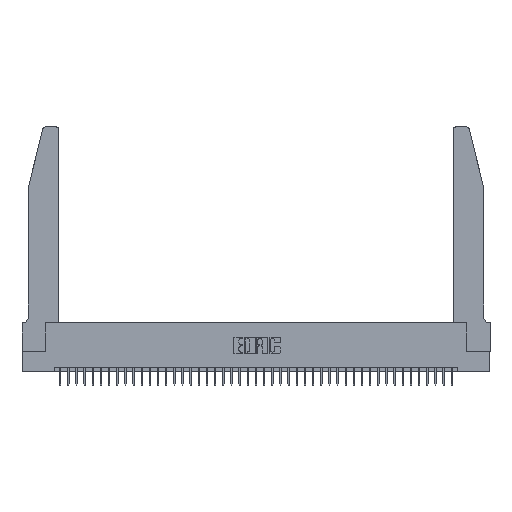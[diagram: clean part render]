
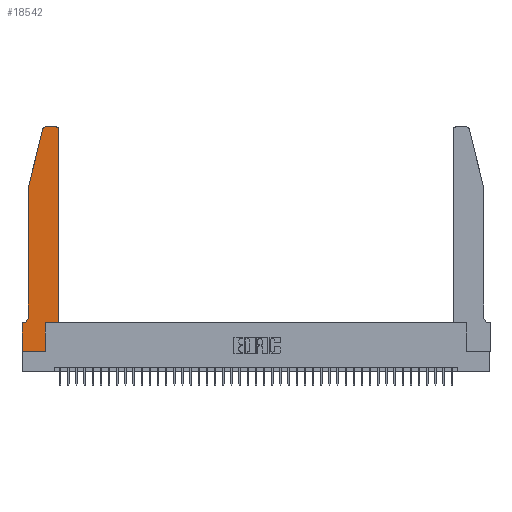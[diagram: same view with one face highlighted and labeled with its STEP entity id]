
A CAD part, top view. The second image highlights one B-rep face of the part: STEP entity #18542.
In plain terms, the highlighted planar face has unit normal (0, 0, 1).
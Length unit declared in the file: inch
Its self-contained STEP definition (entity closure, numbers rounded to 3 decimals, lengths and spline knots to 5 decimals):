
#560 = DIRECTION ( 'NONE',  ( 1., 0., 0. ) ) ;
#626 = CARTESIAN_POINT ( 'NONE',  ( 0.4205, 2.75, 0.37 ) ) ;
#768 = LINE ( 'NONE', #16689, #41774 ) ;
#1314 = ORIENTED_EDGE ( 'NONE', *, *, #6839, .T. ) ;
#1345 = DIRECTION ( 'NONE',  ( 1., 0., 0. ) ) ;
#1568 = ORIENTED_EDGE ( 'NONE', *, *, #23836, .T. ) ;
#2177 = CARTESIAN_POINT ( 'NONE',  ( 0.0055, 0.42, 0.37 ) ) ;
#3496 = VERTEX_POINT ( 'NONE', #30152 ) ;
#3868 = AXIS2_PLACEMENT_3D ( 'NONE', #2177, #21908, #8893 ) ;
#5759 = PLANE ( 'NONE',  #40609 ) ;
#6245 = VECTOR ( 'NONE', #22337, 39.37008 ) ;
#6499 = LINE ( 'NONE', #35140, #31553 ) ;
#6839 = EDGE_CURVE ( 'NONE', #32785, #36553, #42038, .T. ) ;
#6878 = LINE ( 'NONE', #9850, #40043 ) ;
#6944 = AXIS2_PLACEMENT_3D ( 'NONE', #12596, #9740, #19437 ) ;
#7007 = EDGE_CURVE ( 'NONE', #38684, #38792, #37398, .T. ) ;
#7433 = CARTESIAN_POINT ( 'NONE',  ( 0.2865, 0.35, 0.37 ) ) ;
#7535 = CIRCLE ( 'NONE', #30044, 0.03 ) ;
#7930 = EDGE_CURVE ( 'NONE', #3496, #31832, #26111, .T. ) ;
#8893 = DIRECTION ( 'NONE',  ( -1., 0., 0. ) ) ;
#9049 = CARTESIAN_POINT ( 'NONE',  ( 0., 0.35, 0.37 ) ) ;
#9153 = DIRECTION ( 'NONE',  ( 1., 0., 0. ) ) ;
#9721 = DIRECTION ( 'NONE',  ( 0., -1., 0. ) ) ;
#9740 = DIRECTION ( 'NONE',  ( 0., 0., 1. ) ) ;
#9850 = CARTESIAN_POINT ( 'NONE',  ( 0., 0., 0.37 ) ) ;
#10190 = DIRECTION ( 'NONE',  ( -0.239, -0.971, 0. ) ) ;
#10771 = VECTOR ( 'NONE', #24365, 39.37008 ) ;
#10972 = EDGE_CURVE ( 'NONE', #36553, #12047, #20727, .T. ) ;
#11012 = VERTEX_POINT ( 'NONE', #13964 ) ;
#11650 = EDGE_CURVE ( 'NONE', #30011, #32974, #6878, .T. ) ;
#12047 = VERTEX_POINT ( 'NONE', #41068 ) ;
#12596 = CARTESIAN_POINT ( 'NONE',  ( 0.284, 2.72, 0.37 ) ) ;
#12689 = LINE ( 'NONE', #7433, #23429 ) ;
#12871 = CARTESIAN_POINT ( 'NONE',  ( 0.0055, 0.35, 0.37 ) ) ;
#13958 = CARTESIAN_POINT ( 'NONE',  ( 0., 0., 0.37 ) ) ;
#13964 = CARTESIAN_POINT ( 'NONE',  ( 0.4505, 2.72, 0.37 ) ) ;
#14527 = ORIENTED_EDGE ( 'NONE', *, *, #7930, .T. ) ;
#14725 = EDGE_CURVE ( 'NONE', #32974, #20394, #18318, .T. ) ;
#15708 = ORIENTED_EDGE ( 'NONE', *, *, #16775, .T. ) ;
#15723 = DIRECTION ( 'NONE',  ( 1., 0., 0. ) ) ;
#15933 = CARTESIAN_POINT ( 'NONE',  ( 0.0755, 2., 0.37 ) ) ;
#16066 = ORIENTED_EDGE ( 'NONE', *, *, #11650, .T. ) ;
#16591 = EDGE_CURVE ( 'NONE', #31832, #11012, #6499, .T. ) ;
#16689 = CARTESIAN_POINT ( 'NONE',  ( 0.0755, 2., 0.37 ) ) ;
#16775 = EDGE_CURVE ( 'NONE', #38792, #25297, #34619, .T. ) ;
#16852 = DIRECTION ( 'NONE',  ( 0., 0., 1. ) ) ;
#18318 = LINE ( 'NONE', #28891, #30630 ) ;
#18542 = ADVANCED_FACE ( 'NONE', ( #22271 ), #5759, .T. ) ;
#19437 = DIRECTION ( 'NONE',  ( 1., 0., 0. ) ) ;
#20394 = VERTEX_POINT ( 'NONE', #36368 ) ;
#20453 = DIRECTION ( 'NONE',  ( 0., 1., 0. ) ) ;
#20727 = CIRCLE ( 'NONE', #6944, 0.03 ) ;
#21424 = ORIENTED_EDGE ( 'NONE', *, *, #30239, .T. ) ;
#21908 = DIRECTION ( 'NONE',  ( 0., 0., -1. ) ) ;
#22167 = EDGE_CURVE ( 'NONE', #25297, #30011, #32750, .T. ) ;
#22213 = CARTESIAN_POINT ( 'NONE',  ( 0.284, 2.75, 0.37 ) ) ;
#22271 = FACE_OUTER_BOUND ( 'NONE', #23278, .T. ) ;
#22337 = DIRECTION ( 'NONE',  ( -1., 0., 0. ) ) ;
#22607 = ORIENTED_EDGE ( 'NONE', *, *, #28730, .T. ) ;
#23253 = CARTESIAN_POINT ( 'NONE',  ( 0.0755, 2., 0.37 ) ) ;
#23278 = EDGE_LOOP ( 'NONE', ( #1314, #29997, #21424, #34358, #15708, #27259, #16066, #34212, #22607, #14527, #39513, #1568 ) ) ;
#23429 = VECTOR ( 'NONE', #20453, 39.37008 ) ;
#23836 = EDGE_CURVE ( 'NONE', #11012, #32785, #7535, .T. ) ;
#24365 = DIRECTION ( 'NONE',  ( -1., 0., 0. ) ) ;
#25297 = VERTEX_POINT ( 'NONE', #12871 ) ;
#26111 = LINE ( 'NONE', #33911, #32711 ) ;
#27259 = ORIENTED_EDGE ( 'NONE', *, *, #22167, .T. ) ;
#27530 = CARTESIAN_POINT ( 'NONE',  ( 0.0755, 0.35, 0.37 ) ) ;
#28730 = EDGE_CURVE ( 'NONE', #20394, #3496, #12689, .T. ) ;
#28777 = VECTOR ( 'NONE', #39488, 39.37008 ) ;
#28891 = CARTESIAN_POINT ( 'NONE',  ( 0., 0., 0.37 ) ) ;
#29997 = ORIENTED_EDGE ( 'NONE', *, *, #10972, .T. ) ;
#30011 = VERTEX_POINT ( 'NONE', #35118 ) ;
#30044 = AXIS2_PLACEMENT_3D ( 'NONE', #36454, #16852, #560 ) ;
#30152 = CARTESIAN_POINT ( 'NONE',  ( 0.2865, 0.35, 0.37 ) ) ;
#30239 = EDGE_CURVE ( 'NONE', #12047, #38684, #768, .T. ) ;
#30630 = VECTOR ( 'NONE', #9153, 39.37008 ) ;
#31553 = VECTOR ( 'NONE', #34848, 39.37008 ) ;
#31832 = VERTEX_POINT ( 'NONE', #39764 ) ;
#32182 = DIRECTION ( 'NONE',  ( 0., 0., 1. ) ) ;
#32711 = VECTOR ( 'NONE', #1345, 39.37008 ) ;
#32750 = LINE ( 'NONE', #27530, #10771 ) ;
#32785 = VERTEX_POINT ( 'NONE', #626 ) ;
#32974 = VERTEX_POINT ( 'NONE', #13958 ) ;
#33504 = CARTESIAN_POINT ( 'NONE',  ( 0.0755, 0.42, 0.37 ) ) ;
#33911 = CARTESIAN_POINT ( 'NONE',  ( 0.4505, 0.35, 0.37 ) ) ;
#34212 = ORIENTED_EDGE ( 'NONE', *, *, #14725, .T. ) ;
#34358 = ORIENTED_EDGE ( 'NONE', *, *, #7007, .T. ) ;
#34619 = CIRCLE ( 'NONE', #3868, 0.07 ) ;
#34848 = DIRECTION ( 'NONE',  ( 0., 1., 0. ) ) ;
#35118 = CARTESIAN_POINT ( 'NONE',  ( 0., 0.35, 0.37 ) ) ;
#35140 = CARTESIAN_POINT ( 'NONE',  ( 0.4505, 0.35, 0.37 ) ) ;
#36368 = CARTESIAN_POINT ( 'NONE',  ( 0.2865, 0., 0.37 ) ) ;
#36454 = CARTESIAN_POINT ( 'NONE',  ( 0.4205, 2.72, 0.37 ) ) ;
#36553 = VERTEX_POINT ( 'NONE', #22213 ) ;
#37398 = LINE ( 'NONE', #23253, #28777 ) ;
#38684 = VERTEX_POINT ( 'NONE', #15933 ) ;
#38792 = VERTEX_POINT ( 'NONE', #33504 ) ;
#39488 = DIRECTION ( 'NONE',  ( 0., -1., 0. ) ) ;
#39513 = ORIENTED_EDGE ( 'NONE', *, *, #16591, .T. ) ;
#39764 = CARTESIAN_POINT ( 'NONE',  ( 0.4505, 0.35, 0.37 ) ) ;
#40043 = VECTOR ( 'NONE', #9721, 39.37008 ) ;
#40609 = AXIS2_PLACEMENT_3D ( 'NONE', #9049, #32182, #15723 ) ;
#41068 = CARTESIAN_POINT ( 'NONE',  ( 0.25487, 2.72718, 0.37 ) ) ;
#41774 = VECTOR ( 'NONE', #10190, 39.37008 ) ;
#41894 = CARTESIAN_POINT ( 'NONE',  ( 0.2605, 2.75, 0.37 ) ) ;
#42038 = LINE ( 'NONE', #41894, #6245 ) ;
